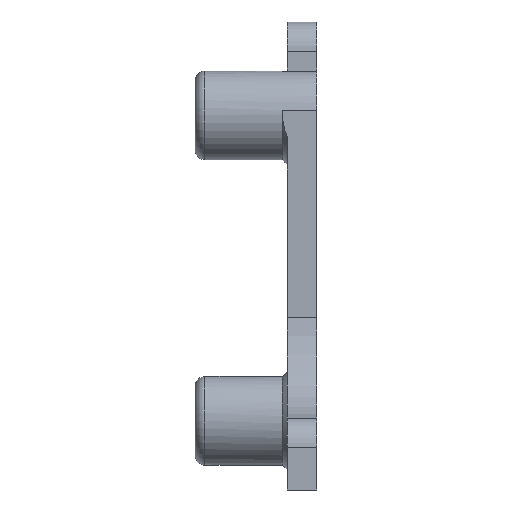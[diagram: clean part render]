
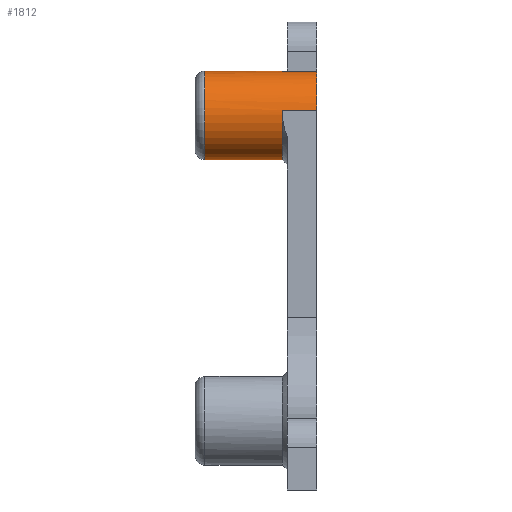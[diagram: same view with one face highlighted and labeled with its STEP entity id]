
A CAD part, left-side view. The second image highlights one B-rep face of the part: STEP entity #1812.
In plain terms, the highlighted cylindrical face has radius 4.5 mm (diameter 9 mm), a full revolution.
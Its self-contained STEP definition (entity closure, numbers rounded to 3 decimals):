
#88=CARTESIAN_POINT('',(-25.191,124.992,44.989));
#89=VERTEX_POINT('',#88);
#90=CARTESIAN_POINT('',(-25.191,128.492,44.989));
#91=VERTEX_POINT('',#90);
#92=CARTESIAN_POINT('',(-25.191,124.992,44.989));
#93=DIRECTION('',(-0.,1.,-0.));
#94=VECTOR('',#93,3.5);
#95=LINE('',#92,#94);
#96=EDGE_CURVE('',#89,#91,#95,.T.);
#129=CARTESIAN_POINT('',(-29.128,128.492,41.052));
#130=VERTEX_POINT('',#129);
#131=CARTESIAN_POINT('',(-29.128,124.992,41.052));
#132=VERTEX_POINT('',#131);
#133=CARTESIAN_POINT('',(-29.128,128.492,41.052));
#134=DIRECTION('',(0.,-1.,0.));
#135=VECTOR('',#134,3.5);
#136=LINE('',#133,#135);
#137=EDGE_CURVE('',#130,#132,#136,.T.);
#326=CARTESIAN_POINT('',(-29.16,128.492,40.52));
#327=VERTEX_POINT('',#326);
#328=CARTESIAN_POINT('',(-24.66,128.492,40.52));
#329=DIRECTION('',(-0.,1.,-0.));
#330=DIRECTION('',(0.,0.,-1.));
#331=AXIS2_PLACEMENT_3D('',#328,#329,#330);
#332=CIRCLE('',#331,4.5);
#333=EDGE_CURVE('',#327,#130,#332,.T.);
#353=CARTESIAN_POINT('',(-24.66,128.492,36.02));
#354=VERTEX_POINT('',#353);
#361=CARTESIAN_POINT('',(-24.66,128.492,45.02));
#362=VERTEX_POINT('',#361);
#363=CARTESIAN_POINT('',(-24.66,128.492,40.52));
#364=DIRECTION('',(-0.,1.,-0.));
#365=DIRECTION('',(0.,0.,-1.));
#366=AXIS2_PLACEMENT_3D('',#363,#364,#365);
#367=CIRCLE('',#366,4.5);
#368=EDGE_CURVE('',#362,#354,#367,.T.);
#1177=CARTESIAN_POINT('',(-24.66,124.992,40.52));
#1178=DIRECTION('',(-0.,-1.,-0.));
#1179=DIRECTION('',(0.,-0.,1.));
#1180=AXIS2_PLACEMENT_3D('',#1177,#1178,#1179);
#1181=CIRCLE('',#1180,4.5);
#1182=EDGE_CURVE('',#89,#132,#1181,.T.);
#1761=CARTESIAN_POINT('',(-24.66,134.592,40.52));
#1762=DIRECTION('',(0.,-1.,0.));
#1763=DIRECTION('',(0.,0.,-1.));
#1764=AXIS2_PLACEMENT_3D('',#1761,#1762,#1763);
#1765=CYLINDRICAL_SURFACE('',#1764,4.5);
#1766=CARTESIAN_POINT('',(-24.66,136.369,36.02));
#1767=VERTEX_POINT('',#1766);
#1768=CARTESIAN_POINT('',(-24.66,128.492,36.02));
#1769=DIRECTION('',(-0.,1.,-0.));
#1770=VECTOR('',#1769,7.876);
#1771=LINE('',#1768,#1770);
#1772=EDGE_CURVE('',#354,#1767,#1771,.T.);
#1773=ORIENTED_EDGE('',*,*,#1772,.T.);
#1774=CARTESIAN_POINT('',(-29.16,136.369,40.52));
#1775=VERTEX_POINT('',#1774);
#1776=CARTESIAN_POINT('',(-24.66,136.369,40.52));
#1777=DIRECTION('',(-0.,-1.,-0.));
#1778=DIRECTION('',(-1.,0.,0.));
#1779=AXIS2_PLACEMENT_3D('',#1776,#1777,#1778);
#1780=CIRCLE('',#1779,4.5);
#1781=EDGE_CURVE('',#1767,#1775,#1780,.T.);
#1782=ORIENTED_EDGE('',*,*,#1781,.T.);
#1783=CARTESIAN_POINT('',(-24.66,136.369,40.52));
#1784=DIRECTION('',(-0.,-1.,-0.));
#1785=DIRECTION('',(-1.,0.,0.));
#1786=AXIS2_PLACEMENT_3D('',#1783,#1784,#1785);
#1787=CIRCLE('',#1786,4.5);
#1788=EDGE_CURVE('',#1775,#1767,#1787,.T.);
#1789=ORIENTED_EDGE('',*,*,#1788,.T.);
#1790=ORIENTED_EDGE('',*,*,#1772,.F.);
#1791=CARTESIAN_POINT('',(-24.66,128.492,40.52));
#1792=DIRECTION('',(-0.,1.,-0.));
#1793=DIRECTION('',(0.,0.,-1.));
#1794=AXIS2_PLACEMENT_3D('',#1791,#1792,#1793);
#1795=CIRCLE('',#1794,4.5);
#1796=EDGE_CURVE('',#354,#327,#1795,.T.);
#1797=ORIENTED_EDGE('',*,*,#1796,.T.);
#1798=ORIENTED_EDGE('',*,*,#333,.T.);
#1799=ORIENTED_EDGE('',*,*,#137,.T.);
#1800=ORIENTED_EDGE('',*,*,#1182,.F.);
#1801=ORIENTED_EDGE('',*,*,#96,.T.);
#1802=CARTESIAN_POINT('',(-24.66,128.492,40.52));
#1803=DIRECTION('',(-0.,1.,-0.));
#1804=DIRECTION('',(0.,0.,-1.));
#1805=AXIS2_PLACEMENT_3D('',#1802,#1803,#1804);
#1806=CIRCLE('',#1805,4.5);
#1807=EDGE_CURVE('',#91,#362,#1806,.T.);
#1808=ORIENTED_EDGE('',*,*,#1807,.T.);
#1809=ORIENTED_EDGE('',*,*,#368,.T.);
#1810=EDGE_LOOP('',(#1773,#1782,#1789,#1790,#1797,#1798,#1799,#1800,#1801,#1808,#1809));
#1811=FACE_BOUND('',#1810,.T.);
#1812=ADVANCED_FACE('',(#1811),#1765,.T.);
